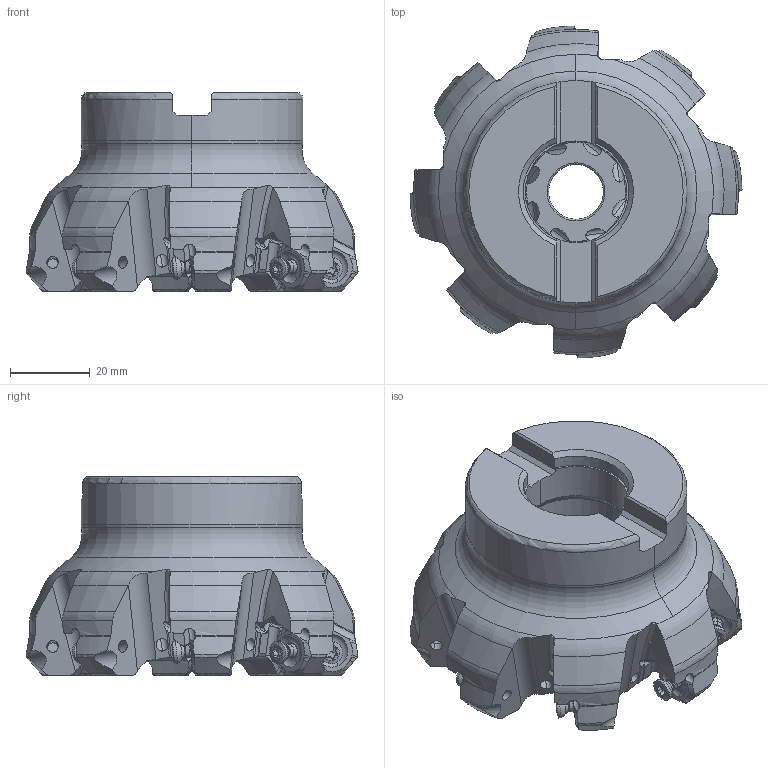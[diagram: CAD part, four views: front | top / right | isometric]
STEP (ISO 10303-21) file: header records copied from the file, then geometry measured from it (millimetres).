
FILE_DESCRIPTION(/* description */ (''),/* implementation_level */ '2;1');
FILE_NAME(/* name */ 'AHX440SUR0308CA.stp',/* time_stamp */ '2017-10-20T17:32:39+09:00',/* author */ (''),/* organization */ (''),/* preprocessor_version */ 'ST-DEVELOPER v16',/* originating_system */ 'SIEMENS PLM Software NX 10.0',/* authorisation */ '');
FILE_SCHEMA (('AUTOMOTIVE_DESIGN { 1 0 10303 214 3 1 1 1 }'));
Length unit declared in the file: millimetre
Products named in the file (1): AHX440SUR0308CA_ASM
Bounding box: 83.09 x 83.09 x 49.65 mm (x, y, z)
Volume: 127123.9 mm3; surface area: 27076.8 mm2
Topology: 9 solids, 9 shells, 1045 faces, 3004 edges, 1962 vertices
Faces by surface type: cylinder 436, plane 237, torus 186, cone 90, extrusion 48, bspline 32, sphere 16
Entity records: 44079 total; most frequent: CARTESIAN_POINT 17432, ORIENTED_EDGE 5976, DIRECTION 5173, EDGE_CURVE 2988, AXIS2_PLACEMENT_3D 2141, VERTEX_POINT 1962, EDGE_LOOP 1080, B_SPLINE_CURVE_WITH_KNOTS 1057
